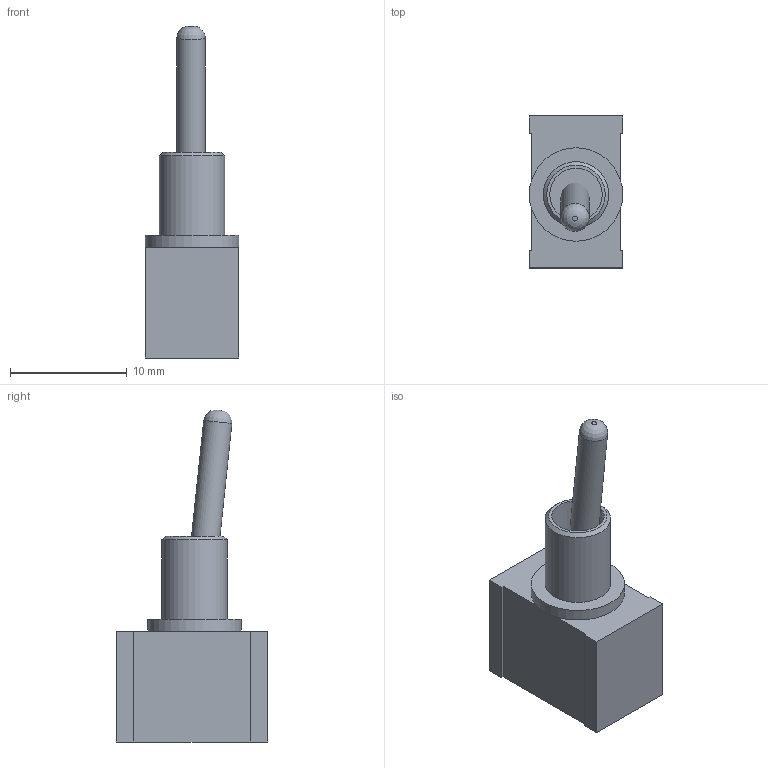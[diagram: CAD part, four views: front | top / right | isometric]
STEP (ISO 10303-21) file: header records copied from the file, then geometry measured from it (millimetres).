
FILE_DESCRIPTION(('FreeCAD Model'),'2;1');
FILE_NAME('Open CASCADE Shape Model','2021-10-29T09:53:53',('Author'),( ''),'Open CASCADE STEP processor 7.5','FreeCAD','Unknown');
FILE_SCHEMA(('AUTOMOTIVE_DESIGN { 1 0 10303 214 1 1 1 1 }'));
Length unit declared in the file: millimetre
Products named in the file (4): MS_500AC; Body; HandleSocket; Handle
Assembly tree (3 placements, depth 2):
  MS_500AC
    Body
    HandleSocket
    Handle
Bounding box: 8 x 13 x 28.42 mm (x, y, z)
Volume: 1148.9 mm3; surface area: 1102.2 mm2
Topology: 3 solids, 3 shells, 26 faces, 52 edges, 34 vertices
Faces by surface type: plane 20, cylinder 4, cone 1, revolution 1
Full cylindrical faces by diameter (mm): 2.425 x1, 4.5 x1, 5.6 x1, 8 x1
Entity records: 1453 total; most frequent: CARTESIAN_POINT 236, DIRECTION 225, LINE 137, VECTOR 137, ORIENTED_EDGE 104, PCURVE 104, DEFINITIONAL_REPRESENTATION 104, EDGE_CURVE 52
